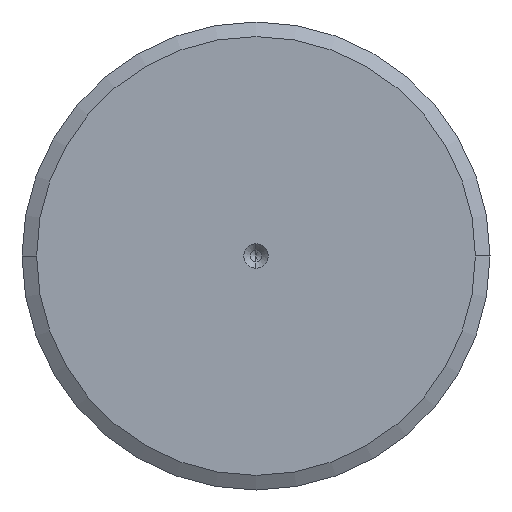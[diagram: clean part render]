
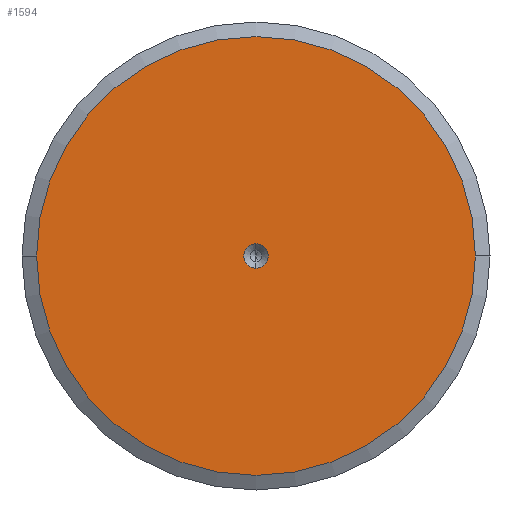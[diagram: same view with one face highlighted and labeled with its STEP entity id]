
A CAD part, left-side view. The second image highlights one B-rep face of the part: STEP entity #1594.
In plain terms, the highlighted planar face has unit normal (-1, 0, 0).
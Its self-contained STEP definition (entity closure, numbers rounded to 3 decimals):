
#3 = CARTESIAN_POINT ( 'NONE',  ( 0., 0., 0. ) ) ;
#8 = DIRECTION ( 'NONE',  ( -1., 0., 0. ) ) ;
#122 = CARTESIAN_POINT ( 'NONE',  ( 0., 0., 0. ) ) ;
#147 = EDGE_LOOP ( 'NONE', ( #334, #2215 ) ) ;
#175 = DIRECTION ( 'NONE',  ( 1., 0., 0. ) ) ;
#294 = EDGE_CURVE ( 'NONE', #529, #1052, #2075, .T. ) ;
#309 = AXIS2_PLACEMENT_3D ( 'NONE', #2038, #406, #1988 ) ;
#325 = EDGE_CURVE ( 'NONE', #1432, #1856, #1095, .T. ) ;
#334 = ORIENTED_EDGE ( 'NONE', *, *, #294, .T. ) ;
#406 = DIRECTION ( 'NONE',  ( 1., 0., 0. ) ) ;
#453 = EDGE_LOOP ( 'NONE', ( #1694, #1265 ) ) ;
#529 = VERTEX_POINT ( 'NONE', #917 ) ;
#671 = DIRECTION ( 'NONE',  ( 0., -1., 0. ) ) ;
#672 = AXIS2_PLACEMENT_3D ( 'NONE', #1800, #175, #1277 ) ;
#750 = AXIS2_PLACEMENT_3D ( 'NONE', #1119, #2160, #1975 ) ;
#755 = EDGE_CURVE ( 'NONE', #1856, #1432, #1026, .T. ) ;
#800 = CIRCLE ( 'NONE', #1384, 37.5 ) ;
#917 = CARTESIAN_POINT ( 'NONE',  ( 0., 37.5, 0. ) ) ;
#1012 = PLANE ( 'NONE',  #1463 ) ;
#1026 = CIRCLE ( 'NONE', #309, 2.075 ) ;
#1052 = VERTEX_POINT ( 'NONE', #1893 ) ;
#1095 = CIRCLE ( 'NONE', #672, 2.075 ) ;
#1119 = CARTESIAN_POINT ( 'NONE',  ( 0., 0., 0. ) ) ;
#1194 = DIRECTION ( 'NONE',  ( -1., 0., 0. ) ) ;
#1265 = ORIENTED_EDGE ( 'NONE', *, *, #325, .T. ) ;
#1277 = DIRECTION ( 'NONE',  ( 0., -1., 0. ) ) ;
#1384 = AXIS2_PLACEMENT_3D ( 'NONE', #3, #1194, #1407 ) ;
#1406 = FACE_BOUND ( 'NONE', #453, .T. ) ;
#1407 = DIRECTION ( 'NONE',  ( 0., -1., 0. ) ) ;
#1411 = CARTESIAN_POINT ( 'NONE',  ( 0., 0., -2.075 ) ) ;
#1432 = VERTEX_POINT ( 'NONE', #1411 ) ;
#1463 = AXIS2_PLACEMENT_3D ( 'NONE', #122, #8, #671 ) ;
#1594 = ADVANCED_FACE ( 'NONE', ( #1406, #2257 ), #1012, .T. ) ;
#1694 = ORIENTED_EDGE ( 'NONE', *, *, #755, .T. ) ;
#1800 = CARTESIAN_POINT ( 'NONE',  ( 0., 0., 0. ) ) ;
#1807 = EDGE_CURVE ( 'NONE', #1052, #529, #800, .T. ) ;
#1856 = VERTEX_POINT ( 'NONE', #2165 ) ;
#1893 = CARTESIAN_POINT ( 'NONE',  ( 0., -37.5, 0. ) ) ;
#1975 = DIRECTION ( 'NONE',  ( 0., -1., 0. ) ) ;
#1988 = DIRECTION ( 'NONE',  ( 0., -1., 0. ) ) ;
#2038 = CARTESIAN_POINT ( 'NONE',  ( 0., 0., 0. ) ) ;
#2075 = CIRCLE ( 'NONE', #750, 37.5 ) ;
#2160 = DIRECTION ( 'NONE',  ( -1., 0., 0. ) ) ;
#2165 = CARTESIAN_POINT ( 'NONE',  ( 0., 0., 2.075 ) ) ;
#2215 = ORIENTED_EDGE ( 'NONE', *, *, #1807, .T. ) ;
#2257 = FACE_OUTER_BOUND ( 'NONE', #147, .T. ) ;
